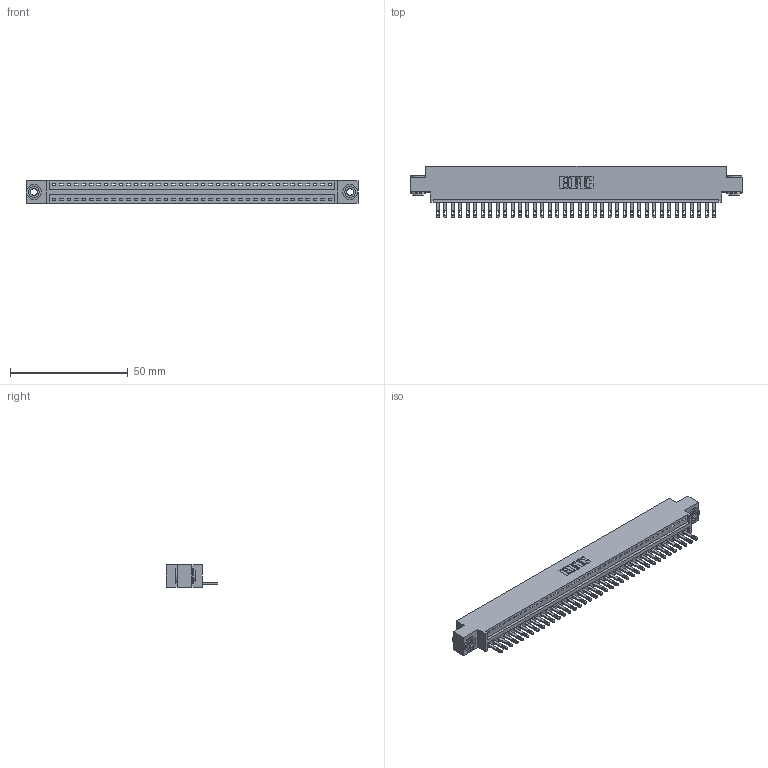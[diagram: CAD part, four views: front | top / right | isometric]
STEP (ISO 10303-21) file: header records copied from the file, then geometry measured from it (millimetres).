
FILE_DESCRIPTION (( 'STEP AP203' ), '1' );
FILE_NAME ('346-038-500-603.STEP', '2022-05-07T04:02:29', ( '' ), ( '' ), 'SwSTEP 2.0', 'SolidWorks 2020', '' );
FILE_SCHEMA (( 'CONFIG_CONTROL_DESIGN' ));
Length unit declared in the file: inch
Products named in the file (4): 345-292-001_345-293-100; 345-250-002_345-250-002-102; 346-038-500-603; 346 Part_0.170 Offset - 0.156 Dia-TH
Assembly tree (41 placements, depth 2):
  346-038-500-603
    346 Part_0.170 Offset - 0.156 Dia-TH
    345-292-001_345-293-100  x38
    345-250-002_345-250-002-102  x2
Bounding box: 141.22 x 21.84 x 9.4 mm (x, y, z)
Volume: 13360.9 mm3; surface area: 17156.6 mm2
Topology: 41 solids, 41 shells, 2230 faces, 6837 edges, 4554 vertices
Faces by surface type: plane 1396, cylinder 826, cone 8
Entity records: 25250 total; most frequent: CARTESIAN_POINT 4311, ORIENTED_EDGE 4274, DIRECTION 3839, EDGE_CURVE 2137, VECTOR 1825, LINE 1825, VERTEX_POINT 1422, AXIS2_PLACEMENT_3D 1007
